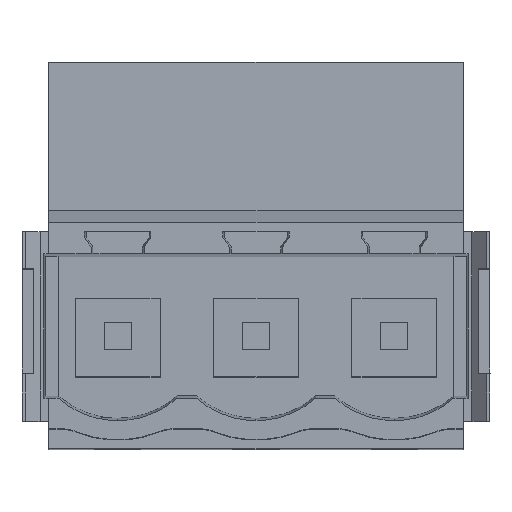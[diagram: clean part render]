
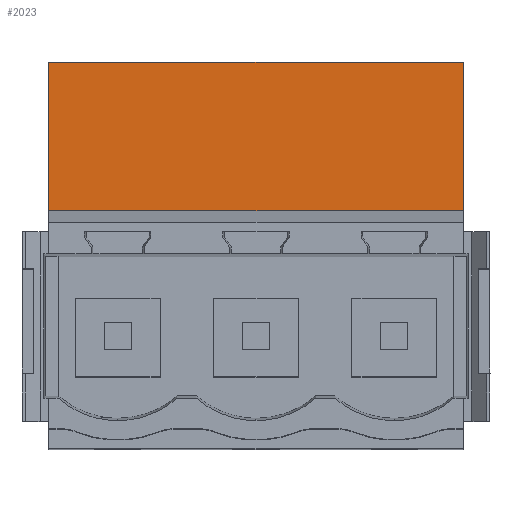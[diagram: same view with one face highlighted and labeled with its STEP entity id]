
A CAD part, top view. The second image highlights one B-rep face of the part: STEP entity #2023.
In plain terms, the highlighted planar face has unit normal (0, 0, 1).
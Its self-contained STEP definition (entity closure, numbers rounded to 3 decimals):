
#2003=AXIS2_PLACEMENT_3D('Plane Axis2P3D',#2000,#2001,#2002) ;
#895=CARTESIAN_POINT('Line Origine',(16.215,11.084,19.383)) ;
#899=CARTESIAN_POINT('Vertex',(16.215,14.2,19.383)) ;
#901=CARTESIAN_POINT('Vertex',(16.215,7.968,19.383)) ;
#1460=CARTESIAN_POINT('Line Origine',(8.595,14.2,19.383)) ;
#1464=CARTESIAN_POINT('Vertex',(0.975,14.2,19.383)) ;
#2000=CARTESIAN_POINT('Axis2P3D Location',(-4.105,6.771,19.383)) ;
#2005=CARTESIAN_POINT('Line Origine',(8.595,7.968,19.383)) ;
#2009=CARTESIAN_POINT('Vertex',(0.975,7.968,19.383)) ;
#2012=CARTESIAN_POINT('Line Origine',(0.975,11.084,19.383)) ;
#896=DIRECTION('Vector Direction',(0.,1.,0.)) ;
#1461=DIRECTION('Vector Direction',(-1.,0.,0.)) ;
#2001=DIRECTION('Axis2P3D Direction',(0.,0.,1.)) ;
#2002=DIRECTION('Axis2P3D XDirection',(0.,1.,0.)) ;
#2006=DIRECTION('Vector Direction',(-1.,0.,0.)) ;
#2013=DIRECTION('Vector Direction',(0.,1.,0.)) ;
#897=VECTOR('Line Direction',#896,1.) ;
#1462=VECTOR('Line Direction',#1461,1.) ;
#2007=VECTOR('Line Direction',#2006,1.) ;
#2014=VECTOR('Line Direction',#2013,1.) ;
#2018=ORIENTED_EDGE('',*,*,#2011,.F.) ;
#2019=ORIENTED_EDGE('',*,*,#903,.F.) ;
#2020=ORIENTED_EDGE('',*,*,#1466,.T.) ;
#2021=ORIENTED_EDGE('',*,*,#2016,.F.) ;
#2023=ADVANCED_FACE('HOUSING',(#2022),#2004,.T.) ;
#903=EDGE_CURVE('',#900,#902,#898,.F.) ;
#1466=EDGE_CURVE('',#900,#1465,#1463,.T.) ;
#2011=EDGE_CURVE('',#902,#2010,#2008,.T.) ;
#2016=EDGE_CURVE('',#2010,#1465,#2015,.T.) ;
#2017=EDGE_LOOP('',(#2018,#2019,#2020,#2021)) ;
#2022=FACE_OUTER_BOUND('',#2017,.T.) ;
#898=LINE('Line',#895,#897) ;
#1463=LINE('Line',#1460,#1462) ;
#2008=LINE('Line',#2005,#2007) ;
#2015=LINE('Line',#2012,#2014) ;
#2004=PLANE('',#2003) ;
#900=VERTEX_POINT('',#899) ;
#902=VERTEX_POINT('',#901) ;
#1465=VERTEX_POINT('',#1464) ;
#2010=VERTEX_POINT('',#2009) ;
